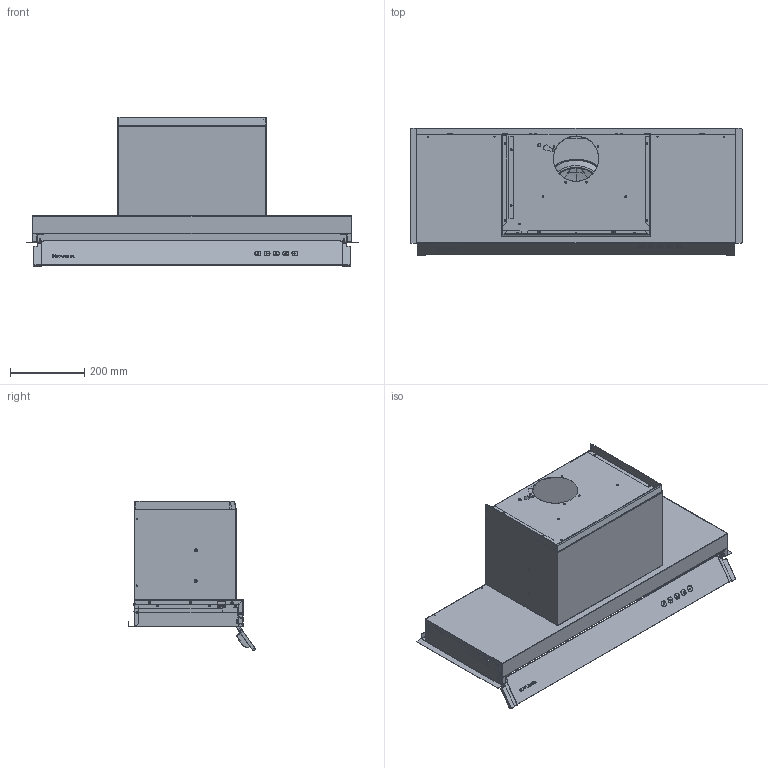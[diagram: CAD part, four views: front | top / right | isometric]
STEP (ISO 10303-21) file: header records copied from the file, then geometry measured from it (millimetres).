
FILE_DESCRIPTION(/* description */ (''),/* implementation_level */ '2;1');
FILE_NAME(/* name */ 'ILMA TOUCH',/* time_stamp */ '2019-09-30T15:35:48+02:00',/* author */ (''),/* organization */ (''),/* preprocessor_version */ 'ST-DEVELOPER v15',/* originating_system */ '',/* authorisation */ '');
FILE_SCHEMA (('AUTOMOTIVE_DESIGN'));
Products named in the file (1): Document
Bounding box: 894.6 x 342.23 x 403.41 mm (x, y, z)
Surface area: 2376210.6 mm2 (no closed solid volume)
Topology: 0 solids, 132 shells, 2392 faces, 9730 edges, 7389 vertices
Faces by surface type: bspline 2392
Entity records: 189024 total; most frequent: CARTESIAN_POINT 89764, B_SPLINE_CURVE_WITH_KNOTS 20539, ORIENTED_EDGE 13508, PCURVE 13508, DEFINITIONAL_REPRESENTATION 13508, SURFACE_CURVE 9728, EDGE_CURVE 9728, VERTEX_POINT 7389
